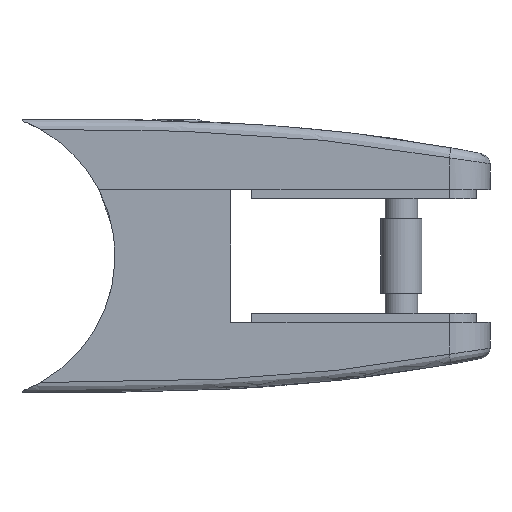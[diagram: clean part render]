
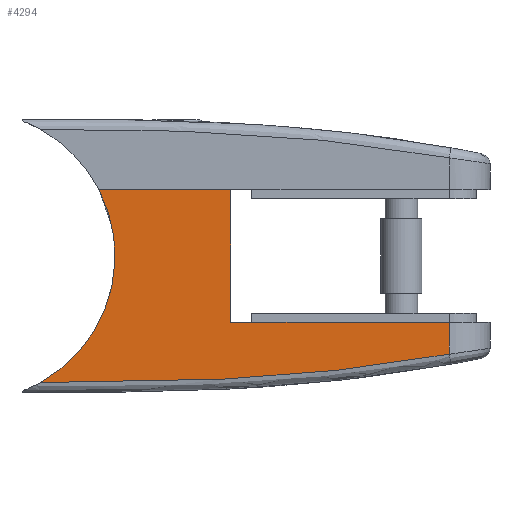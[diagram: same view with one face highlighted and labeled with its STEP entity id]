
A CAD part, front view. The second image highlights one B-rep face of the part: STEP entity #4294.
In plain terms, the highlighted planar face has unit normal (0, -1, 0).
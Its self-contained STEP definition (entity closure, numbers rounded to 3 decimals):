
#3 = DIRECTION ( 'NONE',  ( 0., 0., 1. ) ) ;
#69 = CARTESIAN_POINT ( 'NONE',  ( -38., -30., 9.73 ) ) ;
#165 = VERTEX_POINT ( 'NONE', #1420 ) ;
#210 = CARTESIAN_POINT ( 'NONE',  ( -10.937, -30., -15.299 ) ) ;
#361 = AXIS2_PLACEMENT_3D ( 'NONE', #3092, #2769, #2717 ) ;
#631 = CARTESIAN_POINT ( 'NONE',  ( -65.956, -30., -18.561 ) ) ;
#639 = CARTESIAN_POINT ( 'NONE',  ( -38., -30., 20. ) ) ;
#669 = ORIENTED_EDGE ( 'NONE', *, *, #796, .T. ) ;
#682 = VERTEX_POINT ( 'NONE', #631 ) ;
#767 = DIRECTION ( 'NONE',  ( 0., 1., 0. ) ) ;
#796 = EDGE_CURVE ( 'NONE', #3153, #2582, #1121, .T. ) ;
#808 = VERTEX_POINT ( 'NONE', #4500 ) ;
#905 = CARTESIAN_POINT ( 'NONE',  ( -6., -30., -14.402 ) ) ;
#980 = CARTESIAN_POINT ( 'NONE',  ( -60.94, -30., -18.533 ) ) ;
#1121 = LINE ( 'NONE', #1171, #2353 ) ;
#1171 = CARTESIAN_POINT ( 'NONE',  ( -80., -30., -9.75 ) ) ;
#1336 = CARTESIAN_POINT ( 'NONE',  ( -30.865, -30., -17.581 ) ) ;
#1342 = DIRECTION ( 'NONE',  ( 0., 0., -1. ) ) ;
#1378 = CARTESIAN_POINT ( 'NONE',  ( -45.892, -30., -18.372 ) ) ;
#1420 = CARTESIAN_POINT ( 'NONE',  ( -6., -30., -14.402 ) ) ;
#1492 = DIRECTION ( 'NONE',  ( -1., 0., 0. ) ) ;
#1511 = PLANE ( 'NONE',  #2743 ) ;
#1524 = EDGE_CURVE ( 'NONE', #2582, #3032, #2151, .T. ) ;
#1694 = CARTESIAN_POINT ( 'NONE',  ( -15.899, -30., -16.015 ) ) ;
#1766 = EDGE_CURVE ( 'NONE', #3153, #165, #3926, .T. ) ;
#1844 = VECTOR ( 'NONE', #1342, 1000. ) ;
#1888 = ORIENTED_EDGE ( 'NONE', *, *, #1766, .F. ) ;
#1979 = ORIENTED_EDGE ( 'NONE', *, *, #3334, .T. ) ;
#2151 = LINE ( 'NONE', #639, #4606 ) ;
#2353 = VECTOR ( 'NONE', #2701, 1000. ) ;
#2529 = CARTESIAN_POINT ( 'NONE',  ( -40.879, -30., -18.189 ) ) ;
#2537 = CARTESIAN_POINT ( 'NONE',  ( -6., -30., -9.75 ) ) ;
#2582 = VERTEX_POINT ( 'NONE', #4836 ) ;
#2632 = FACE_OUTER_BOUND ( 'NONE', #4220, .T. ) ;
#2701 = DIRECTION ( 'NONE',  ( -1., 0., 0. ) ) ;
#2702 = ORIENTED_EDGE ( 'NONE', *, *, #1524, .T. ) ;
#2717 = DIRECTION ( 'NONE',  ( -1., 0., 0. ) ) ;
#2743 = AXIS2_PLACEMENT_3D ( 'NONE', #4149, #767, #1492 ) ;
#2769 = DIRECTION ( 'NONE',  ( 0., 1., 0. ) ) ;
#2823 = CARTESIAN_POINT ( 'NONE',  ( -63.448, -30., -18.547 ) ) ;
#2904 = CARTESIAN_POINT ( 'NONE',  ( -80., -30., 9.73 ) ) ;
#3032 = VERTEX_POINT ( 'NONE', #69 ) ;
#3092 = CARTESIAN_POINT ( 'NONE',  ( -76.2, -30., 0. ) ) ;
#3153 = VERTEX_POINT ( 'NONE', #2537 ) ;
#3192 = EDGE_CURVE ( 'NONE', #3032, #808, #3709, .T. ) ;
#3334 = EDGE_CURVE ( 'NONE', #682, #165, #4066, .T. ) ;
#3383 = ORIENTED_EDGE ( 'NONE', *, *, #3642, .T. ) ;
#3551 = ORIENTED_EDGE ( 'NONE', *, *, #3192, .T. ) ;
#3630 = CARTESIAN_POINT ( 'NONE',  ( -55.923, -30., -18.505 ) ) ;
#3642 = EDGE_CURVE ( 'NONE', #808, #682, #3977, .T. ) ;
#3670 = VECTOR ( 'NONE', #4426, 1000. ) ;
#3709 = LINE ( 'NONE', #2904, #3670 ) ;
#3926 = LINE ( 'NONE', #4744, #1844 ) ;
#3938 = CARTESIAN_POINT ( 'NONE',  ( -25.867, -30., -17.157 ) ) ;
#3977 = CIRCLE ( 'NONE', #361, 21.2 ) ;
#4066 = B_SPLINE_CURVE_WITH_KNOTS ( 'NONE', 3,
 ( #4685, #2823, #980, #3630, #4288, #1378, #2529, #1336, #3938, #1694, #210, #905 ),
 .UNSPECIFIED., .F., .F.,
 ( 4, 2, 2, 2, 2, 4 ),
 ( 0., 0.008, 0.015, 0.03, 0.045, 0.06 ),
 .UNSPECIFIED. ) ;
#4149 = CARTESIAN_POINT ( 'NONE',  ( -80., -30., 20. ) ) ;
#4220 = EDGE_LOOP ( 'NONE', ( #3383, #1979, #1888, #669, #2702, #3551 ) ) ;
#4288 = CARTESIAN_POINT ( 'NONE',  ( -53.415, -30., -18.496 ) ) ;
#4294 = ADVANCED_FACE ( 'NONE', ( #2632 ), #1511, .F. ) ;
#4426 = DIRECTION ( 'NONE',  ( -1., 0., 0. ) ) ;
#4500 = CARTESIAN_POINT ( 'NONE',  ( -57.365, -30., 9.73 ) ) ;
#4606 = VECTOR ( 'NONE', #3, 1000. ) ;
#4685 = CARTESIAN_POINT ( 'NONE',  ( -65.956, -30., -18.561 ) ) ;
#4744 = CARTESIAN_POINT ( 'NONE',  ( -6., -30., 20. ) ) ;
#4836 = CARTESIAN_POINT ( 'NONE',  ( -38., -30., -9.75 ) ) ;
